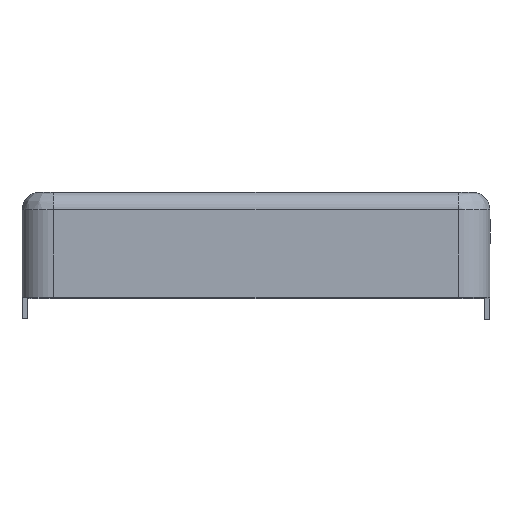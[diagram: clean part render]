
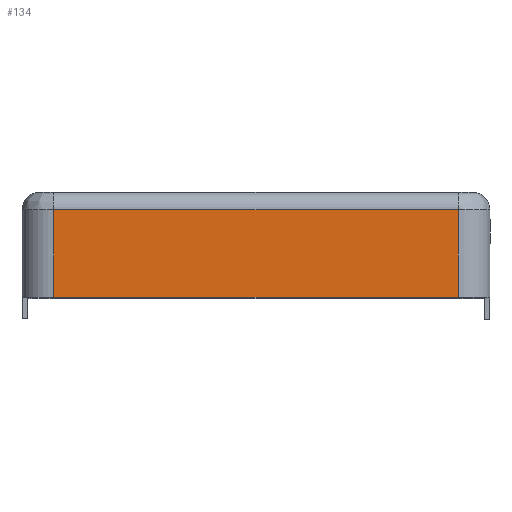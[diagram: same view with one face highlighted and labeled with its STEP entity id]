
A CAD part, top view. The second image highlights one B-rep face of the part: STEP entity #134.
In plain terms, the highlighted planar face has unit normal (0, 0, 1).
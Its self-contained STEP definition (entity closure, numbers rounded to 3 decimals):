
#134 = ADVANCED_FACE( 'NONE', ( #325 ), #326, .T. );
#325 = FACE_OUTER_BOUND( '', #604, .T. );
#326 = PLANE( '', #605 );
#604 = EDGE_LOOP( '', ( #1001, #1002, #1003, #1004 ) );
#605 = AXIS2_PLACEMENT_3D( '', #1005, #1006, #1007 );
#1001 = ORIENTED_EDGE( '', *, *, #1640, .T. );
#1002 = ORIENTED_EDGE( '', *, *, #1641, .F. );
#1003 = ORIENTED_EDGE( '', *, *, #1567, .F. );
#1004 = ORIENTED_EDGE( '', *, *, #1642, .T. );
#1005 = CARTESIAN_POINT( '', ( -11.55, 0., 26. ) );
#1006 = DIRECTION( '', ( 0., 0., 1. ) );
#1007 = DIRECTION( '', ( 1., 0., 0. ) );
#1567 = EDGE_CURVE( 'NONE', #1851, #1852, #1853, .T. );
#1640 = EDGE_CURVE( 'NONE', #1979, #1980, #1981, .T. );
#1641 = EDGE_CURVE( 'NONE', #1852, #1980, #1982, .T. );
#1642 = EDGE_CURVE( 'NONE', #1851, #1979, #1983, .T. );
#1851 = VERTEX_POINT( 'NONE', #2265 );
#1852 = VERTEX_POINT( 'NONE', #2266 );
#1853 = LINE( '', #2267, #2268 );
#1979 = VERTEX_POINT( 'NONE', #2428 );
#1980 = VERTEX_POINT( 'NONE', #2429 );
#1981 = LINE( '', #2430, #2431 );
#1982 = LINE( '', #2432, #2433 );
#1983 = LINE( '', #2434, #2435 );
#2265 = CARTESIAN_POINT( '', ( -11.55, -1., 26. ) );
#2266 = CARTESIAN_POINT( '', ( 11.55, -1., 26. ) );
#2267 = CARTESIAN_POINT( '', ( -11.55, -1., 26. ) );
#2268 = VECTOR( '', #2772, 1000. );
#2428 = CARTESIAN_POINT( '', ( -11.55, -6., 26. ) );
#2429 = CARTESIAN_POINT( '', ( 11.55, -6., 26. ) );
#2430 = CARTESIAN_POINT( '', ( -11.55, -6., 26. ) );
#2431 = VECTOR( '', #2876, 1000. );
#2432 = CARTESIAN_POINT( '', ( 11.55, 0., 26. ) );
#2433 = VECTOR( '', #2877, 1000. );
#2434 = CARTESIAN_POINT( '', ( -11.55, 0., 26. ) );
#2435 = VECTOR( '', #2878, 1000. );
#2772 = DIRECTION( '', ( 1., 0., 0. ) );
#2876 = DIRECTION( '', ( 1., 0., 0. ) );
#2877 = DIRECTION( '', ( 0., -1., 0. ) );
#2878 = DIRECTION( '', ( 0., -1., 0. ) );
